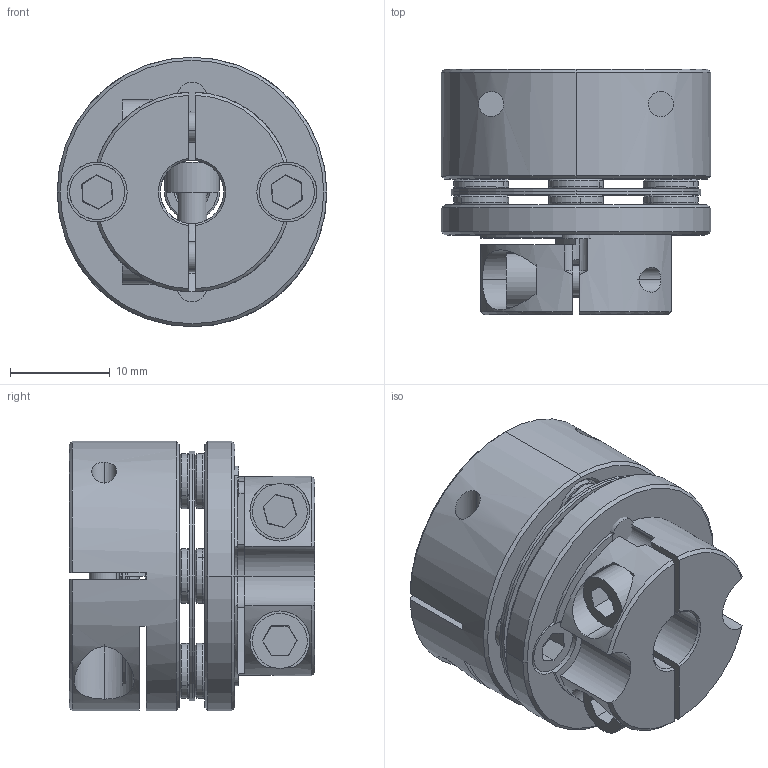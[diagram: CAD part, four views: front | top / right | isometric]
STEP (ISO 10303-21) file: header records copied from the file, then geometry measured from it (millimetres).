
FILE_DESCRIPTION(('HOOPS Exchange Step'),'2;1');
FILE_NAME('export-2AEBD545-6AEA-497F-9F1E-38E78301233F.stp','2024-06-07T15:10:52+02:00',('Engineering'),('Alibre'),'HOOPS Exchange 2023.0','Alibre','Unknown authorisation');
FILE_SCHEMA( ('AP242_MANAGED_MODEL_BASED_3D_ENGINEERING_MIM_LF {1 0 10303 442 1 1 4 }') );
Length unit declared in the file: millimetre
Products named in the file (8): 6872-3 DIN912 M3 L=7mm; 6872-1 ShaftCoupler DCNC-D27-L25-B6.35-B8.00mm - 6.35mm HUB; 6872-5 Spacer Ring; 6872-4 Flex disc; 6872-3 DIN912 M3 L=6mm; 6872-6 HUB 8mm; 6872-2 ShaftCoupler DCNC-D27-L25-B6.35-B8.00mm - 8mm HUB; 6872 ShaftCoupler DCNC-D27-L25-B6.35-B8.00mm
Assembly tree (23 placements, depth 3):
  6872 ShaftCoupler DCNC-D27-L25-B6.35-B8.00mm
    6872-3 DIN912 M3 L=7mm  x4
    6872-1 ShaftCoupler DCNC-D27-L25-B6.35-B8.00mm - 6.35mm HUB
    6872-2 ShaftCoupler DCNC-D27-L25-B6.35-B8.00mm - 8mm HUB
      6872-5 Spacer Ring  x8
      6872-4 Flex disc  x4
      6872-3 DIN912 M3 L=6mm  x4
      6872-6 HUB 8mm
Bounding box: 27 x 24.6 x 27 mm (x, y, z)
Volume: 8833.3 mm3; surface area: 12054.2 mm2
Topology: 26 solids, 26 shells, 498 faces, 1180 edges, 743 vertices
Faces by surface type: cylinder 209, plane 153, cone 118, torus 18
Entity records: 7908 total; most frequent: CARTESIAN_POINT 1842, DIRECTION 1280, ORIENTED_EDGE 1140, EDGE_CURVE 570, AXIS2_PLACEMENT_3D 521, VERTEX_POINT 359, CIRCLE 271, EDGE_LOOP 263
